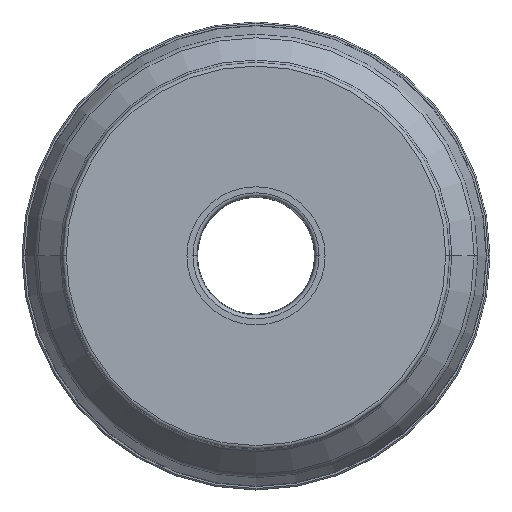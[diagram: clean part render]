
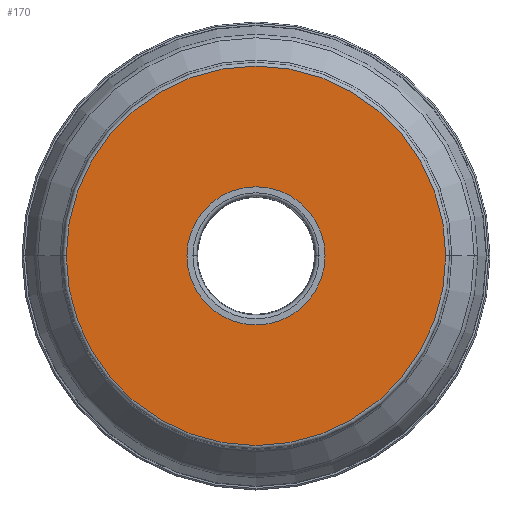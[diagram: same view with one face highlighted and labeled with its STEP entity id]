
A CAD part, top view. The second image highlights one B-rep face of the part: STEP entity #170.
In plain terms, the highlighted planar face has unit normal (0, 0, 1).
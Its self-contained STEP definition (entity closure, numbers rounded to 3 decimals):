
#69=PLANE('',#1540);
#79=FACE_BOUND('',#370,.T.);
#80=FACE_BOUND('',#371,.T.);
#170=ADVANCED_FACE('',(#79,#80),#69,.F.);
#370=EDGE_LOOP('',(#614,#615));
#371=EDGE_LOOP('',(#616,#617));
#614=ORIENTED_EDGE('',*,*,#964,.F.);
#615=ORIENTED_EDGE('',*,*,#967,.F.);
#616=ORIENTED_EDGE('',*,*,#968,.F.);
#617=ORIENTED_EDGE('',*,*,#969,.F.);
#820=VERTEX_POINT('',#2355);
#821=VERTEX_POINT('',#2356);
#822=VERTEX_POINT('',#2363);
#823=VERTEX_POINT('',#2364);
#964=EDGE_CURVE('',#820,#821,#1117,.T.);
#967=EDGE_CURVE('',#821,#820,#1120,.T.);
#968=EDGE_CURVE('',#822,#823,#1121,.T.);
#969=EDGE_CURVE('',#823,#822,#1122,.T.);
#1117=CIRCLE('',#1532,103.);
#1120=CIRCLE('',#1536,103.);
#1121=CIRCLE('',#1538,37.5);
#1122=CIRCLE('',#1539,37.5);
#1532=AXIS2_PLACEMENT_3D('',#2354,#1926,#1927);
#1536=AXIS2_PLACEMENT_3D('',#2360,#1934,#1935);
#1538=AXIS2_PLACEMENT_3D('',#2362,#1938,#1939);
#1539=AXIS2_PLACEMENT_3D('',#2365,#1940,#1941);
#1540=AXIS2_PLACEMENT_3D('',#2366,#1942,#1943);
#1926=DIRECTION('',(0.,0.,-1.));
#1927=DIRECTION('',(-1.,0.,0.));
#1934=DIRECTION('',(0.,0.,-1.));
#1935=DIRECTION('',(1.,0.,0.));
#1938=DIRECTION('',(0.,0.,1.));
#1939=DIRECTION('',(-1.,0.,0.));
#1940=DIRECTION('',(0.,0.,1.));
#1941=DIRECTION('',(1.,0.,0.));
#1942=DIRECTION('',(0.,0.,-1.));
#1943=DIRECTION('',(-1.,0.,0.));
#2354=CARTESIAN_POINT('',(0.,0.,0.));
#2355=CARTESIAN_POINT('',(-103.,0.,0.));
#2356=CARTESIAN_POINT('',(103.,0.,0.));
#2360=CARTESIAN_POINT('',(0.,0.,0.));
#2362=CARTESIAN_POINT('',(0.,0.,0.));
#2363=CARTESIAN_POINT('',(-37.5,0.,0.));
#2364=CARTESIAN_POINT('',(37.5,0.,0.));
#2365=CARTESIAN_POINT('',(0.,0.,0.));
#2366=CARTESIAN_POINT('',(0.,0.,0.));
